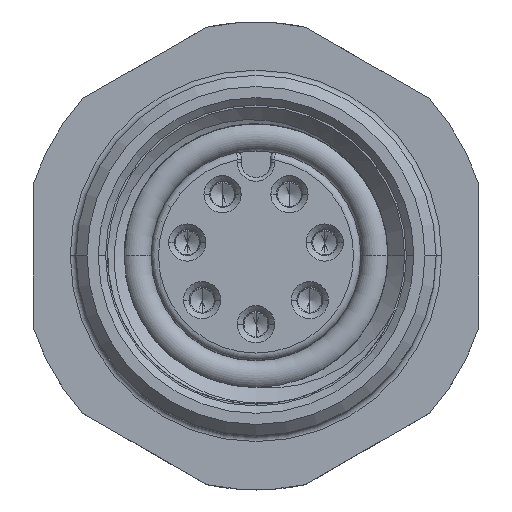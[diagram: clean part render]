
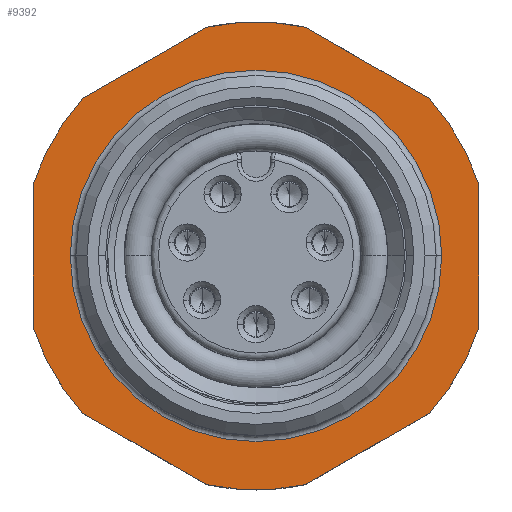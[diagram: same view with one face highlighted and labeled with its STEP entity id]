
A CAD part, top view. The second image highlights one B-rep face of the part: STEP entity #9392.
In plain terms, the highlighted planar face has unit normal (0, 0, 1).
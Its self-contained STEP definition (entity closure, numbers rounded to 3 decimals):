
#4676=CARTESIAN_POINT('',(0.,0.,-0.3));
#4677=DIRECTION('',(0.,0.,1.));
#4678=DIRECTION('',(0.212,0.977,0.));
#4679=AXIS2_PLACEMENT_3D('',#4676,#4677,#4678);
#4681=DIRECTION('',(-0.866,0.5,0.));
#4682=VECTOR('',#4681,3.842);
#4683=CARTESIAN_POINT('',(4.664,4.236,-0.3));
#4684=LINE('',#4683,#4682);
#4685=CARTESIAN_POINT('',(0.,0.,-0.3));
#4686=DIRECTION('',(0.,0.,1.));
#4687=DIRECTION('',(0.952,0.305,0.));
#4688=AXIS2_PLACEMENT_3D('',#4685,#4686,#4687);
#4690=DIRECTION('',(0.,1.,0.));
#4691=VECTOR('',#4690,3.842);
#4692=CARTESIAN_POINT('',(6.,-1.921,-0.3));
#4693=LINE('',#4692,#4691);
#4694=CARTESIAN_POINT('',(0.,0.,-0.3));
#4695=DIRECTION('',(0.,0.,1.));
#4696=DIRECTION('',(0.74,-0.672,0.));
#4697=AXIS2_PLACEMENT_3D('',#4694,#4695,#4696);
#4699=DIRECTION('',(0.866,0.5,0.));
#4700=VECTOR('',#4699,3.842);
#4701=CARTESIAN_POINT('',(1.336,-6.157,-0.3));
#4702=LINE('',#4701,#4700);
#4703=CARTESIAN_POINT('',(0.,0.,-0.3));
#4704=DIRECTION('',(0.,0.,1.));
#4705=DIRECTION('',(-0.212,-0.977,0.));
#4706=AXIS2_PLACEMENT_3D('',#4703,#4704,#4705);
#4708=DIRECTION('',(0.866,-0.5,0.));
#4709=VECTOR('',#4708,3.842);
#4710=CARTESIAN_POINT('',(-4.664,-4.236,-0.3));
#4711=LINE('',#4710,#4709);
#4712=CARTESIAN_POINT('',(0.,0.,-0.3));
#4713=DIRECTION('',(0.,0.,1.));
#4714=DIRECTION('',(-0.952,-0.305,0.));
#4715=AXIS2_PLACEMENT_3D('',#4712,#4713,#4714);
#4717=DIRECTION('',(0.,-1.,0.));
#4718=VECTOR('',#4717,3.842);
#4719=CARTESIAN_POINT('',(-6.,1.921,-0.3));
#4720=LINE('',#4719,#4718);
#4721=CARTESIAN_POINT('',(0.,0.,-0.3));
#4722=DIRECTION('',(0.,0.,1.));
#4723=DIRECTION('',(-0.74,0.672,0.));
#4724=AXIS2_PLACEMENT_3D('',#4721,#4722,#4723);
#4726=DIRECTION('',(-0.866,-0.5,0.));
#4727=VECTOR('',#4726,3.842);
#4728=CARTESIAN_POINT('',(-1.336,6.157,-0.3));
#4729=LINE('',#4728,#4727);
#4730=CARTESIAN_POINT('',(0.,0.,-0.3));
#4731=DIRECTION('',(0.,0.,-1.));
#4732=DIRECTION('',(1.,0.,0.));
#4733=AXIS2_PLACEMENT_3D('',#4730,#4731,#4732);
#4735=CARTESIAN_POINT('',(0.,0.,-0.3));
#4736=DIRECTION('',(0.,0.,-1.));
#4737=DIRECTION('',(-1.,0.,0.));
#4738=AXIS2_PLACEMENT_3D('',#4735,#4736,#4737);
#8640=CARTESIAN_POINT('',(1.336,6.157,-0.3));
#8641=CARTESIAN_POINT('',(-1.336,6.157,-0.3));
#8642=VERTEX_POINT('',#8640);
#8643=VERTEX_POINT('',#8641);
#8644=CARTESIAN_POINT('',(-4.664,4.236,-0.3));
#8645=VERTEX_POINT('',#8644);
#8646=CARTESIAN_POINT('',(-6.,1.921,-0.3));
#8647=VERTEX_POINT('',#8646);
#8648=CARTESIAN_POINT('',(-6.,-1.921,-0.3));
#8649=VERTEX_POINT('',#8648);
#8650=CARTESIAN_POINT('',(-4.664,-4.236,-0.3));
#8651=VERTEX_POINT('',#8650);
#8652=CARTESIAN_POINT('',(-1.336,-6.157,-0.3));
#8653=VERTEX_POINT('',#8652);
#8654=CARTESIAN_POINT('',(1.336,-6.157,-0.3));
#8655=VERTEX_POINT('',#8654);
#8656=CARTESIAN_POINT('',(4.664,-4.236,-0.3));
#8657=VERTEX_POINT('',#8656);
#8658=CARTESIAN_POINT('',(6.,-1.921,-0.3));
#8659=VERTEX_POINT('',#8658);
#8660=CARTESIAN_POINT('',(6.,1.921,-0.3));
#8661=VERTEX_POINT('',#8660);
#8662=CARTESIAN_POINT('',(4.664,4.236,-0.3));
#8663=VERTEX_POINT('',#8662);
#8736=CARTESIAN_POINT('',(5.,0.,-0.3));
#8737=CARTESIAN_POINT('',(-5.,0.,-0.3));
#8738=VERTEX_POINT('',#8736);
#8739=VERTEX_POINT('',#8737);
#9367=CARTESIAN_POINT('',(0.,0.,-0.3));
#9368=DIRECTION('',(0.,0.,1.));
#9369=DIRECTION('',(1.,0.,0.));
#9370=AXIS2_PLACEMENT_3D('',#9367,#9368,#9369);
#9371=PLANE('',#9370);
#9372=ORIENTED_EDGE('',*,*,#9205,.F.);
#9373=ORIENTED_EDGE('',*,*,#9221,.F.);
#9374=ORIENTED_EDGE('',*,*,#9235,.F.);
#9375=ORIENTED_EDGE('',*,*,#9249,.F.);
#9376=ORIENTED_EDGE('',*,*,#9263,.F.);
#9377=ORIENTED_EDGE('',*,*,#9277,.F.);
#9378=ORIENTED_EDGE('',*,*,#9292,.F.);
#9379=ORIENTED_EDGE('',*,*,#9306,.F.);
#9380=ORIENTED_EDGE('',*,*,#9320,.F.);
#9381=ORIENTED_EDGE('',*,*,#9334,.F.);
#9382=ORIENTED_EDGE('',*,*,#9348,.F.);
#9383=ORIENTED_EDGE('',*,*,#9361,.F.);
#9384=EDGE_LOOP('',(#9372,#9373,#9374,#9375,#9376,#9377,#9378,#9379,#9380,#9381,
#9382,#9383));
#9385=FACE_OUTER_BOUND('',#9384,.F.);
#9387=ORIENTED_EDGE('',*,*,#9386,.F.);
#9389=ORIENTED_EDGE('',*,*,#9388,.F.);
#9390=EDGE_LOOP('',(#9387,#9389));
#9391=FACE_BOUND('',#9390,.F.);
#4680=CIRCLE('',#4679,6.3);
#4689=CIRCLE('',#4688,6.3);
#4698=CIRCLE('',#4697,6.3);
#4707=CIRCLE('',#4706,6.3);
#4716=CIRCLE('',#4715,6.3);
#4725=CIRCLE('',#4724,6.3);
#4734=CIRCLE('',#4733,5.);
#4739=CIRCLE('',#4738,5.);
#9205=EDGE_CURVE('',#8642,#8643,#4680,.T.);
#9221=EDGE_CURVE('',#8663,#8642,#4684,.T.);
#9235=EDGE_CURVE('',#8661,#8663,#4689,.T.);
#9249=EDGE_CURVE('',#8659,#8661,#4693,.T.);
#9263=EDGE_CURVE('',#8657,#8659,#4698,.T.);
#9277=EDGE_CURVE('',#8655,#8657,#4702,.T.);
#9292=EDGE_CURVE('',#8653,#8655,#4707,.T.);
#9306=EDGE_CURVE('',#8651,#8653,#4711,.T.);
#9320=EDGE_CURVE('',#8649,#8651,#4716,.T.);
#9334=EDGE_CURVE('',#8647,#8649,#4720,.T.);
#9348=EDGE_CURVE('',#8645,#8647,#4725,.T.);
#9361=EDGE_CURVE('',#8643,#8645,#4729,.T.);
#9386=EDGE_CURVE('',#8738,#8739,#4734,.T.);
#9388=EDGE_CURVE('',#8739,#8738,#4739,.T.);
#9392=ADVANCED_FACE('',(#9385,#9391),#9371,.T.);
